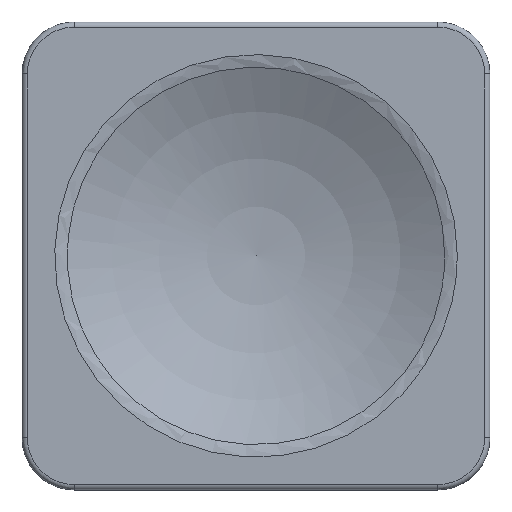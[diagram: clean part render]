
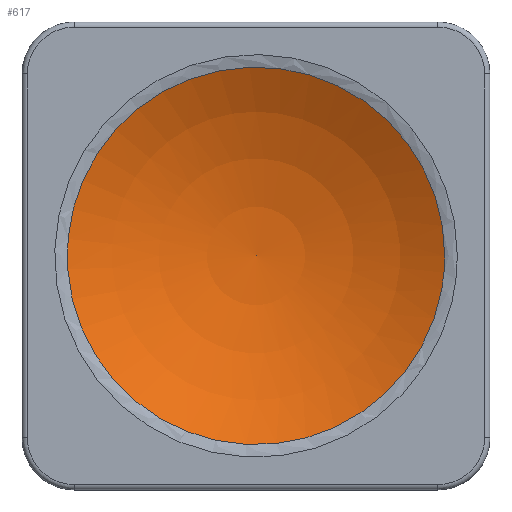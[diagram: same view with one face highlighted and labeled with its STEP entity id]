
A CAD part, top view. The second image highlights one B-rep face of the part: STEP entity #617.
In plain terms, the highlighted spherical face has radius 15 mm.
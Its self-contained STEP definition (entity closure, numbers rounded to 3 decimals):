
#329 = VERTEX_POINT('',#330);
#330 = CARTESIAN_POINT('',(7.262,0.,2.375));
#336 = EDGE_CURVE('',#329,#329,#337,.T.);
#337 = ( BOUNDED_CURVE() B_SPLINE_CURVE(10,(#338,#339,#340,#341,#342,
    #343,#344,#345,#346,#347,#348,#349,#350,#351,#352,#353,#354,#355,
#356,#357),.UNSPECIFIED.,.T.,.F.) B_SPLINE_CURVE_WITH_KNOTS((11,9,11),(
    0.,23.51,47.019),.UNSPECIFIED.) 
CURVE() GEOMETRIC_REPRESENTATION_ITEM() RATIONAL_B_SPLINE_CURVE((1.,1.,
    1.,1.,1.,1.,1.,
    1.,1.,1.,1.,1.,1.,1.,1.,1.,1.,1.
,1.,1.)) REPRESENTATION_ITEM('') );
#338 = CARTESIAN_POINT('',(7.262,0.,2.375));
#339 = CARTESIAN_POINT('',(7.262,2.248,2.375));
#340 = CARTESIAN_POINT('',(6.488,4.531,2.375));
#341 = CARTESIAN_POINT('',(4.902,6.527,2.375));
#342 = CARTESIAN_POINT('',(2.629,7.887,2.375));
#343 = CARTESIAN_POINT('',(-0.002,8.351,2.375));
#344 = CARTESIAN_POINT('',(-2.623,7.876,2.375));
#345 = CARTESIAN_POINT('',(-4.873,6.531,2.375));
#346 = CARTESIAN_POINT('',(-6.465,4.563,2.375));
#347 = CARTESIAN_POINT('',(-7.262,2.281,2.375));
#348 = CARTESIAN_POINT('',(-7.262,-2.281,2.375));
#349 = CARTESIAN_POINT('',(-6.465,-4.563,2.375));
#350 = CARTESIAN_POINT('',(-4.873,-6.531,2.375));
#351 = CARTESIAN_POINT('',(-2.623,-7.876,2.375));
#352 = CARTESIAN_POINT('',(-0.002,-8.351,2.375));
#353 = CARTESIAN_POINT('',(2.629,-7.887,2.375));
#354 = CARTESIAN_POINT('',(4.902,-6.527,2.375));
#355 = CARTESIAN_POINT('',(6.488,-4.531,2.375));
#356 = CARTESIAN_POINT('',(7.262,-2.248,2.375));
#357 = CARTESIAN_POINT('',(7.262,0.,2.375));
#617 = ADVANCED_FACE('',(#618),#631,.F.);
#618 = FACE_BOUND('',#619,.F.);
#619 = EDGE_LOOP('',(#620,#629,#630));
#620 = ORIENTED_EDGE('',*,*,#621,.T.);
#621 = EDGE_CURVE('',#622,#329,#624,.T.);
#622 = VERTEX_POINT('',#623);
#623 = CARTESIAN_POINT('',(0.,0.,0.5));
#624 = CIRCLE('',#625,15.);
#625 = AXIS2_PLACEMENT_3D('',#626,#627,#628);
#626 = CARTESIAN_POINT('',(0.,0.,15.5));
#627 = DIRECTION('',(0.,-1.,0.));
#628 = DIRECTION('',(1.,0.,0.));
#629 = ORIENTED_EDGE('',*,*,#336,.F.);
#630 = ORIENTED_EDGE('',*,*,#621,.F.);
#631 = SPHERICAL_SURFACE('',#632,15.);
#632 = AXIS2_PLACEMENT_3D('',#633,#634,#635);
#633 = CARTESIAN_POINT('',(0.,0.,15.5));
#634 = DIRECTION('',(0.,0.,1.));
#635 = DIRECTION('',(1.,0.,0.));
